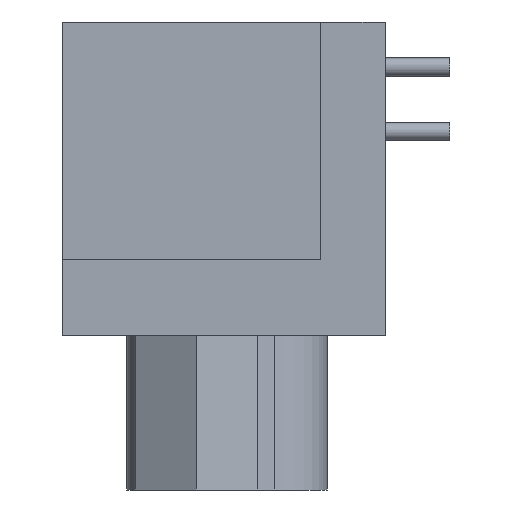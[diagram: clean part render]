
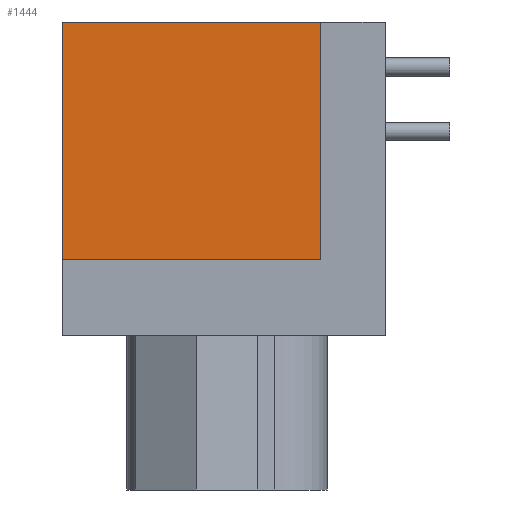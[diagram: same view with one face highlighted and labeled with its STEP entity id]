
A CAD part, left-side view. The second image highlights one B-rep face of the part: STEP entity #1444.
In plain terms, the highlighted planar face has unit normal (-1, 0, 0).
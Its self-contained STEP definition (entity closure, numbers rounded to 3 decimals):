
#1444=ADVANCED_FACE('',(#2913),#2915,.F.);
#2913=FACE_BOUND('',#2914,.T.);
#2914=EDGE_LOOP('',(#3417,#3418,#3419,#3420));
#2915=PLANE('',#2916);
#2916=AXIS2_PLACEMENT_3D('',#2917,#2918,#2919);
#2917=CARTESIAN_POINT('',(-3.805,12.7,-7.56));
#2918=DIRECTION('',(1.,0.,0.));
#2919=DIRECTION('',(0.,1.,0.));
#3417=ORIENTED_EDGE('',*,*,#3636,.T.);
#3418=ORIENTED_EDGE('',*,*,#3644,.F.);
#3419=ORIENTED_EDGE('',*,*,#3685,.F.);
#3420=ORIENTED_EDGE('',*,*,#3686,.T.);
#3636=EDGE_CURVE('',#4030,#4028,#4031,.T.);
#3644=EDGE_CURVE('',#4042,#4028,#4044,.T.);
#3685=EDGE_CURVE('',#4110,#4042,#4111,.T.);
#3686=EDGE_CURVE('',#4110,#4030,#4112,.T.);
#4028=VERTEX_POINT('',#7457);
#4030=VERTEX_POINT('',#7461);
#4031=LINE('',#7462,#7463);
#4042=VERTEX_POINT('',#7487);
#4044=LINE('',#7491,#7492);
#4110=VERTEX_POINT('',#7642);
#4111=LINE('',#7643,#7644);
#4112=LINE('',#7646,#7647);
#7457=CARTESIAN_POINT('',(-3.805,12.7,1.77));
#7461=CARTESIAN_POINT('',(-3.805,2.54,1.77));
#7462=CARTESIAN_POINT('',(-3.805,2.54,1.77));
#7463=VECTOR('',#7464,1.);
#7464=DIRECTION('',(0.,1.,0.));
#7487=CARTESIAN_POINT('',(-3.805,12.7,-7.56));
#7491=CARTESIAN_POINT('',(-3.805,12.7,-7.56));
#7492=VECTOR('',#7493,1.);
#7493=DIRECTION('',(0.,0.,1.));
#7642=CARTESIAN_POINT('',(-3.805,2.54,-7.56));
#7643=CARTESIAN_POINT('',(-3.805,2.54,-7.56));
#7644=VECTOR('',#7645,1.);
#7645=DIRECTION('',(0.,1.,0.));
#7646=CARTESIAN_POINT('',(-3.805,2.54,-7.56));
#7647=VECTOR('',#7648,1.);
#7648=DIRECTION('',(0.,0.,1.));
